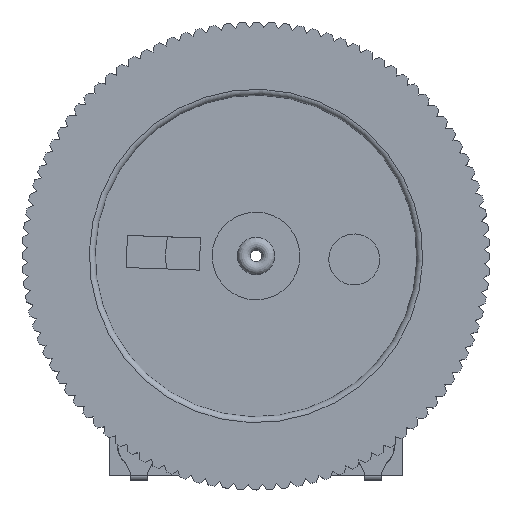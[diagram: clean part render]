
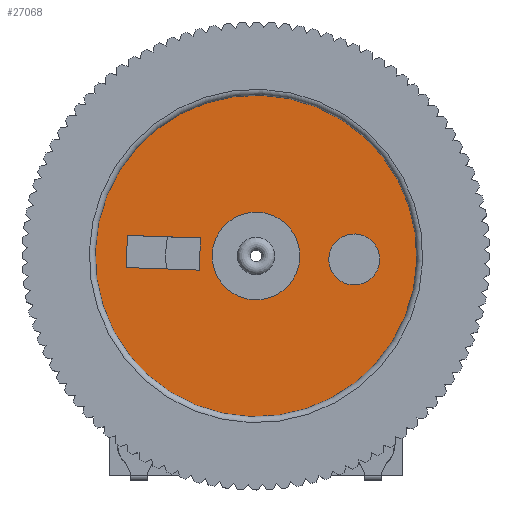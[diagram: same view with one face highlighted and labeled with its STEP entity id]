
A CAD part, top view. The second image highlights one B-rep face of the part: STEP entity #27068.
In plain terms, the highlighted planar face has unit normal (0, 0, 1).
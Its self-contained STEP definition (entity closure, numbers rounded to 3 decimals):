
#26303 = CYLINDRICAL_SURFACE('',#26304,5.5);
#26304 = AXIS2_PLACEMENT_3D('',#26305,#26306,#26307);
#26305 = CARTESIAN_POINT('',(0.,0.,2.));
#26306 = DIRECTION('',(0.,0.,1.));
#26307 = DIRECTION('',(1.,0.,0.));
#26638 = PLANE('',#26639);
#26639 = AXIS2_PLACEMENT_3D('',#26640,#26641,#26642);
#26640 = CARTESIAN_POINT('',(-0.55,-4.42,1.));
#26641 = DIRECTION('',(1.,0.,0.));
#26642 = DIRECTION('',(0.,1.,0.));
#26666 = PLANE('',#26667);
#26667 = AXIS2_PLACEMENT_3D('',#26668,#26669,#26670);
#26668 = CARTESIAN_POINT('',(-0.55,-1.92,1.));
#26669 = DIRECTION('',(0.,-1.,0.));
#26670 = DIRECTION('',(1.,0.,0.));
#26694 = PLANE('',#26695);
#26695 = AXIS2_PLACEMENT_3D('',#26696,#26697,#26698);
#26696 = CARTESIAN_POINT('',(0.55,-1.92,1.));
#26697 = DIRECTION('',(-1.,0.,0.));
#26698 = DIRECTION('',(0.,-1.,0.));
#26720 = PLANE('',#26721);
#26721 = AXIS2_PLACEMENT_3D('',#26722,#26723,#26724);
#26722 = CARTESIAN_POINT('',(0.55,-4.42,1.));
#26723 = DIRECTION('',(0.,1.,0.));
#26724 = DIRECTION('',(-1.,0.,0.));
#26767 = VERTEX_POINT('',#26768);
#26768 = CARTESIAN_POINT('',(5.5,0.,1.));
#26789 = EDGE_CURVE('',#26767,#26767,#26790,.T.);
#26790 = SURFACE_CURVE('',#26791,(#26796,#26803),.PCURVE_S1.);
#26791 = CIRCLE('',#26792,5.5);
#26792 = AXIS2_PLACEMENT_3D('',#26793,#26794,#26795);
#26793 = CARTESIAN_POINT('',(0.,0.,1.));
#26794 = DIRECTION('',(0.,0.,1.));
#26795 = DIRECTION('',(1.,0.,0.));
#26796 = PCURVE('',#26303,#26797);
#26797 = DEFINITIONAL_REPRESENTATION('',(#26798),#26802);
#26798 = LINE('',#26799,#26800);
#26799 = CARTESIAN_POINT('',(0.,-1.));
#26800 = VECTOR('',#26801,1.);
#26801 = DIRECTION('',(1.,0.));
#26802 = ( GEOMETRIC_REPRESENTATION_CONTEXT(2) 
PARAMETRIC_REPRESENTATION_CONTEXT() REPRESENTATION_CONTEXT('2D SPACE',''
  ) );
#26803 = PCURVE('',#26804,#26809);
#26804 = PLANE('',#26805);
#26805 = AXIS2_PLACEMENT_3D('',#26806,#26807,#26808);
#26806 = CARTESIAN_POINT('',(0.,0.,1.));
#26807 = DIRECTION('',(0.,0.,1.));
#26808 = DIRECTION('',(1.,0.,0.));
#26809 = DEFINITIONAL_REPRESENTATION('',(#26810),#26814);
#26810 = CIRCLE('',#26811,5.5);
#26811 = AXIS2_PLACEMENT_2D('',#26812,#26813);
#26812 = CARTESIAN_POINT('',(0.,0.));
#26813 = DIRECTION('',(1.,0.));
#26814 = ( GEOMETRIC_REPRESENTATION_CONTEXT(2) 
PARAMETRIC_REPRESENTATION_CONTEXT() REPRESENTATION_CONTEXT('2D SPACE',''
  ) );
#26821 = EDGE_CURVE('',#26822,#26824,#26826,.T.);
#26822 = VERTEX_POINT('',#26823);
#26823 = CARTESIAN_POINT('',(-0.55,-4.42,1.));
#26824 = VERTEX_POINT('',#26825);
#26825 = CARTESIAN_POINT('',(-0.55,-1.92,1.));
#26826 = SURFACE_CURVE('',#26827,(#26831,#26838),.PCURVE_S1.);
#26827 = LINE('',#26828,#26829);
#26828 = CARTESIAN_POINT('',(-0.55,-4.42,1.));
#26829 = VECTOR('',#26830,1.);
#26830 = DIRECTION('',(0.,1.,0.));
#26831 = PCURVE('',#26638,#26832);
#26832 = DEFINITIONAL_REPRESENTATION('',(#26833),#26837);
#26833 = LINE('',#26834,#26835);
#26834 = CARTESIAN_POINT('',(0.,0.));
#26835 = VECTOR('',#26836,1.);
#26836 = DIRECTION('',(1.,0.));
#26837 = ( GEOMETRIC_REPRESENTATION_CONTEXT(2) 
PARAMETRIC_REPRESENTATION_CONTEXT() REPRESENTATION_CONTEXT('2D SPACE',''
  ) );
#26838 = PCURVE('',#26804,#26839);
#26839 = DEFINITIONAL_REPRESENTATION('',(#26840),#26844);
#26840 = LINE('',#26841,#26842);
#26841 = CARTESIAN_POINT('',(-0.55,-4.42));
#26842 = VECTOR('',#26843,1.);
#26843 = DIRECTION('',(0.,1.));
#26844 = ( GEOMETRIC_REPRESENTATION_CONTEXT(2) 
PARAMETRIC_REPRESENTATION_CONTEXT() REPRESENTATION_CONTEXT('2D SPACE',''
  ) );
#26892 = EDGE_CURVE('',#26893,#26822,#26895,.T.);
#26893 = VERTEX_POINT('',#26894);
#26894 = CARTESIAN_POINT('',(0.55,-4.42,1.));
#26895 = SURFACE_CURVE('',#26896,(#26900,#26907),.PCURVE_S1.);
#26896 = LINE('',#26897,#26898);
#26897 = CARTESIAN_POINT('',(0.55,-4.42,1.));
#26898 = VECTOR('',#26899,1.);
#26899 = DIRECTION('',(-1.,0.,0.));
#26900 = PCURVE('',#26720,#26901);
#26901 = DEFINITIONAL_REPRESENTATION('',(#26902),#26906);
#26902 = LINE('',#26903,#26904);
#26903 = CARTESIAN_POINT('',(0.,0.));
#26904 = VECTOR('',#26905,1.);
#26905 = DIRECTION('',(1.,0.));
#26906 = ( GEOMETRIC_REPRESENTATION_CONTEXT(2) 
PARAMETRIC_REPRESENTATION_CONTEXT() REPRESENTATION_CONTEXT('2D SPACE',''
  ) );
#26907 = PCURVE('',#26804,#26908);
#26908 = DEFINITIONAL_REPRESENTATION('',(#26909),#26913);
#26909 = LINE('',#26910,#26911);
#26910 = CARTESIAN_POINT('',(0.55,-4.42));
#26911 = VECTOR('',#26912,1.);
#26912 = DIRECTION('',(-1.,0.));
#26913 = ( GEOMETRIC_REPRESENTATION_CONTEXT(2) 
PARAMETRIC_REPRESENTATION_CONTEXT() REPRESENTATION_CONTEXT('2D SPACE',''
  ) );
#26941 = EDGE_CURVE('',#26824,#26942,#26944,.T.);
#26942 = VERTEX_POINT('',#26943);
#26943 = CARTESIAN_POINT('',(0.55,-1.92,1.));
#26944 = SURFACE_CURVE('',#26945,(#26949,#26956),.PCURVE_S1.);
#26945 = LINE('',#26946,#26947);
#26946 = CARTESIAN_POINT('',(-0.55,-1.92,1.));
#26947 = VECTOR('',#26948,1.);
#26948 = DIRECTION('',(1.,0.,0.));
#26949 = PCURVE('',#26666,#26950);
#26950 = DEFINITIONAL_REPRESENTATION('',(#26951),#26955);
#26951 = LINE('',#26952,#26953);
#26952 = CARTESIAN_POINT('',(0.,0.));
#26953 = VECTOR('',#26954,1.);
#26954 = DIRECTION('',(1.,0.));
#26955 = ( GEOMETRIC_REPRESENTATION_CONTEXT(2) 
PARAMETRIC_REPRESENTATION_CONTEXT() REPRESENTATION_CONTEXT('2D SPACE',''
  ) );
#26956 = PCURVE('',#26804,#26957);
#26957 = DEFINITIONAL_REPRESENTATION('',(#26958),#26962);
#26958 = LINE('',#26959,#26960);
#26959 = CARTESIAN_POINT('',(-0.55,-1.92));
#26960 = VECTOR('',#26961,1.);
#26961 = DIRECTION('',(1.,0.));
#26962 = ( GEOMETRIC_REPRESENTATION_CONTEXT(2) 
PARAMETRIC_REPRESENTATION_CONTEXT() REPRESENTATION_CONTEXT('2D SPACE',''
  ) );
#26990 = EDGE_CURVE('',#26942,#26893,#26991,.T.);
#26991 = SURFACE_CURVE('',#26992,(#26996,#27003),.PCURVE_S1.);
#26992 = LINE('',#26993,#26994);
#26993 = CARTESIAN_POINT('',(0.55,-1.92,1.));
#26994 = VECTOR('',#26995,1.);
#26995 = DIRECTION('',(0.,-1.,0.));
#26996 = PCURVE('',#26694,#26997);
#26997 = DEFINITIONAL_REPRESENTATION('',(#26998),#27002);
#26998 = LINE('',#26999,#27000);
#26999 = CARTESIAN_POINT('',(0.,0.));
#27000 = VECTOR('',#27001,1.);
#27001 = DIRECTION('',(1.,0.));
#27002 = ( GEOMETRIC_REPRESENTATION_CONTEXT(2) 
PARAMETRIC_REPRESENTATION_CONTEXT() REPRESENTATION_CONTEXT('2D SPACE',''
  ) );
#27003 = PCURVE('',#26804,#27004);
#27004 = DEFINITIONAL_REPRESENTATION('',(#27005),#27009);
#27005 = LINE('',#27006,#27007);
#27006 = CARTESIAN_POINT('',(0.55,-1.92));
#27007 = VECTOR('',#27008,1.);
#27008 = DIRECTION('',(0.,-1.));
#27009 = ( GEOMETRIC_REPRESENTATION_CONTEXT(2) 
PARAMETRIC_REPRESENTATION_CONTEXT() REPRESENTATION_CONTEXT('2D SPACE',''
  ) );
#27068 = ADVANCED_FACE('',(#27069,#27072,#27078,#27109),#26804,.T.);
#27069 = FACE_BOUND('',#27070,.T.);
#27070 = EDGE_LOOP('',(#27071));
#27071 = ORIENTED_EDGE('',*,*,#26789,.T.);
#27072 = FACE_BOUND('',#27073,.T.);
#27073 = EDGE_LOOP('',(#27074,#27075,#27076,#27077));
#27074 = ORIENTED_EDGE('',*,*,#26821,.T.);
#27075 = ORIENTED_EDGE('',*,*,#26941,.T.);
#27076 = ORIENTED_EDGE('',*,*,#26990,.T.);
#27077 = ORIENTED_EDGE('',*,*,#26892,.T.);
#27078 = FACE_BOUND('',#27079,.T.);
#27079 = EDGE_LOOP('',(#27080));
#27080 = ORIENTED_EDGE('',*,*,#27081,.F.);
#27081 = EDGE_CURVE('',#27082,#27082,#27084,.T.);
#27082 = VERTEX_POINT('',#27083);
#27083 = CARTESIAN_POINT('',(1.5,0.,1.));
#27084 = SURFACE_CURVE('',#27085,(#27090,#27097),.PCURVE_S1.);
#27085 = CIRCLE('',#27086,1.5);
#27086 = AXIS2_PLACEMENT_3D('',#27087,#27088,#27089);
#27087 = CARTESIAN_POINT('',(0.,0.,1.));
#27088 = DIRECTION('',(0.,0.,1.));
#27089 = DIRECTION('',(1.,0.,0.));
#27090 = PCURVE('',#26804,#27091);
#27091 = DEFINITIONAL_REPRESENTATION('',(#27092),#27096);
#27092 = CIRCLE('',#27093,1.5);
#27093 = AXIS2_PLACEMENT_2D('',#27094,#27095);
#27094 = CARTESIAN_POINT('',(0.,0.));
#27095 = DIRECTION('',(1.,0.));
#27096 = ( GEOMETRIC_REPRESENTATION_CONTEXT(2) 
PARAMETRIC_REPRESENTATION_CONTEXT() REPRESENTATION_CONTEXT('2D SPACE',''
  ) );
#27097 = PCURVE('',#27098,#27103);
#27098 = CYLINDRICAL_SURFACE('',#27099,1.5);
#27099 = AXIS2_PLACEMENT_3D('',#27100,#27101,#27102);
#27100 = CARTESIAN_POINT('',(0.,0.,1.));
#27101 = DIRECTION('',(0.,0.,1.));
#27102 = DIRECTION('',(1.,0.,0.));
#27103 = DEFINITIONAL_REPRESENTATION('',(#27104),#27108);
#27104 = LINE('',#27105,#27106);
#27105 = CARTESIAN_POINT('',(0.,0.));
#27106 = VECTOR('',#27107,1.);
#27107 = DIRECTION('',(1.,0.));
#27108 = ( GEOMETRIC_REPRESENTATION_CONTEXT(2) 
PARAMETRIC_REPRESENTATION_CONTEXT() REPRESENTATION_CONTEXT('2D SPACE',''
  ) );
#27109 = FACE_BOUND('',#27110,.T.);
#27110 = EDGE_LOOP('',(#27111));
#27111 = ORIENTED_EDGE('',*,*,#27112,.F.);
#27112 = EDGE_CURVE('',#27113,#27113,#27115,.T.);
#27113 = VERTEX_POINT('',#27114);
#27114 = CARTESIAN_POINT('',(0.871,3.361,1.));
#27115 = SURFACE_CURVE('',#27116,(#27121,#27128),.PCURVE_S1.);
#27116 = CIRCLE('',#27117,0.871);
#27117 = AXIS2_PLACEMENT_3D('',#27118,#27119,#27120);
#27118 = CARTESIAN_POINT('',(0.,3.361,1.));
#27119 = DIRECTION('',(0.,0.,1.));
#27120 = DIRECTION('',(1.,0.,0.));
#27121 = PCURVE('',#26804,#27122);
#27122 = DEFINITIONAL_REPRESENTATION('',(#27123),#27127);
#27123 = CIRCLE('',#27124,0.871);
#27124 = AXIS2_PLACEMENT_2D('',#27125,#27126);
#27125 = CARTESIAN_POINT('',(0.,3.361));
#27126 = DIRECTION('',(1.,0.));
#27127 = ( GEOMETRIC_REPRESENTATION_CONTEXT(2) 
PARAMETRIC_REPRESENTATION_CONTEXT() REPRESENTATION_CONTEXT('2D SPACE',''
  ) );
#27128 = PCURVE('',#27129,#27134);
#27129 = CYLINDRICAL_SURFACE('',#27130,0.871);
#27130 = AXIS2_PLACEMENT_3D('',#27131,#27132,#27133);
#27131 = CARTESIAN_POINT('',(0.,3.361,1.));
#27132 = DIRECTION('',(0.,0.,1.));
#27133 = DIRECTION('',(1.,0.,0.));
#27134 = DEFINITIONAL_REPRESENTATION('',(#27135),#27139);
#27135 = LINE('',#27136,#27137);
#27136 = CARTESIAN_POINT('',(0.,0.));
#27137 = VECTOR('',#27138,1.);
#27138 = DIRECTION('',(1.,0.));
#27139 = ( GEOMETRIC_REPRESENTATION_CONTEXT(2) 
PARAMETRIC_REPRESENTATION_CONTEXT() REPRESENTATION_CONTEXT('2D SPACE',''
  ) );
